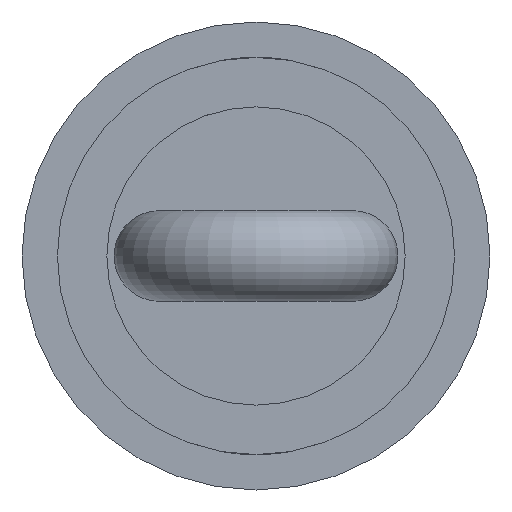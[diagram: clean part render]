
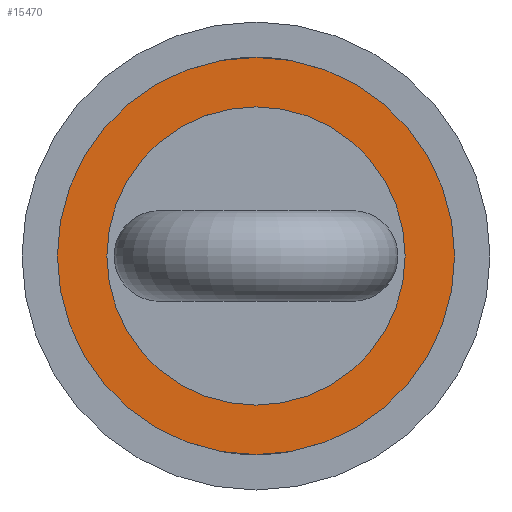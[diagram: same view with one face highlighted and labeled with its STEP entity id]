
A CAD part, left-side view. The second image highlights one B-rep face of the part: STEP entity #15470.
In plain terms, the highlighted planar face has unit normal (-1, 0, 0).
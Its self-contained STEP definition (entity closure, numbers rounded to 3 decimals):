
#10190 = CYLINDRICAL_SURFACE('',#10191,13.58);
#10191 = AXIS2_PLACEMENT_3D('',#10192,#10193,#10194);
#10192 = CARTESIAN_POINT('',(0.,0.,0.));
#10193 = DIRECTION('',(1.,0.,0.));
#10194 = DIRECTION('',(0.,0.,-1.));
#11534 = VERTEX_POINT('',#11535);
#11535 = CARTESIAN_POINT('',(0.,0.,
    -13.58));
#11556 = EDGE_CURVE('',#11534,#11534,#11557,.T.);
#11557 = SURFACE_CURVE('',#11558,(#11563,#11570),.PCURVE_S1.);
#11558 = CIRCLE('',#11559,13.58);
#11559 = AXIS2_PLACEMENT_3D('',#11560,#11561,#11562);
#11560 = CARTESIAN_POINT('',(0.,0.,0.));
#11561 = DIRECTION('',(1.,-0.,0.));
#11562 = DIRECTION('',(0.,0.,-1.));
#11563 = PCURVE('',#10190,#11564);
#11564 = DEFINITIONAL_REPRESENTATION('',(#11565),#11569);
#11565 = LINE('',#11566,#11567);
#11566 = CARTESIAN_POINT('',(0.,0.));
#11567 = VECTOR('',#11568,1.);
#11568 = DIRECTION('',(1.,0.));
#11569 = ( GEOMETRIC_REPRESENTATION_CONTEXT(2) 
PARAMETRIC_REPRESENTATION_CONTEXT() REPRESENTATION_CONTEXT('2D SPACE',''
  ) );
#11570 = PCURVE('',#11571,#11576);
#11571 = PLANE('',#11572);
#11572 = AXIS2_PLACEMENT_3D('',#11573,#11574,#11575);
#11573 = CARTESIAN_POINT('',(0.,0.,0.));
#11574 = DIRECTION('',(1.,0.,0.));
#11575 = DIRECTION('',(0.,0.,-1.));
#11576 = DEFINITIONAL_REPRESENTATION('',(#11577),#11581);
#11577 = CIRCLE('',#11578,13.58);
#11578 = AXIS2_PLACEMENT_2D('',#11579,#11580);
#11579 = CARTESIAN_POINT('',(0.,0.));
#11580 = DIRECTION('',(1.,0.));
#11581 = ( GEOMETRIC_REPRESENTATION_CONTEXT(2) 
PARAMETRIC_REPRESENTATION_CONTEXT() REPRESENTATION_CONTEXT('2D SPACE',''
  ) );
#14273 = CYLINDRICAL_SURFACE('',#14274,10.2);
#14274 = AXIS2_PLACEMENT_3D('',#14275,#14276,#14277);
#14275 = CARTESIAN_POINT('',(0.,0.,0.));
#14276 = DIRECTION('',(1.,0.,0.));
#14277 = DIRECTION('',(0.,0.,-1.));
#15470 = ADVANCED_FACE('',(#15471,#15474),#11571,.F.);
#15471 = FACE_BOUND('',#15472,.F.);
#15472 = EDGE_LOOP('',(#15473));
#15473 = ORIENTED_EDGE('',*,*,#11556,.T.);
#15474 = FACE_BOUND('',#15475,.F.);
#15475 = EDGE_LOOP('',(#15476));
#15476 = ORIENTED_EDGE('',*,*,#15477,.F.);
#15477 = EDGE_CURVE('',#15478,#15478,#15480,.T.);
#15478 = VERTEX_POINT('',#15479);
#15479 = CARTESIAN_POINT('',(0.,0.,
    -10.2));
#15480 = SURFACE_CURVE('',#15481,(#15486,#15493),.PCURVE_S1.);
#15481 = CIRCLE('',#15482,10.2);
#15482 = AXIS2_PLACEMENT_3D('',#15483,#15484,#15485);
#15483 = CARTESIAN_POINT('',(0.,0.,0.));
#15484 = DIRECTION('',(1.,-0.,0.));
#15485 = DIRECTION('',(0.,0.,-1.));
#15486 = PCURVE('',#11571,#15487);
#15487 = DEFINITIONAL_REPRESENTATION('',(#15488),#15492);
#15488 = CIRCLE('',#15489,10.2);
#15489 = AXIS2_PLACEMENT_2D('',#15490,#15491);
#15490 = CARTESIAN_POINT('',(0.,0.));
#15491 = DIRECTION('',(1.,0.));
#15492 = ( GEOMETRIC_REPRESENTATION_CONTEXT(2) 
PARAMETRIC_REPRESENTATION_CONTEXT() REPRESENTATION_CONTEXT('2D SPACE',''
  ) );
#15493 = PCURVE('',#14273,#15494);
#15494 = DEFINITIONAL_REPRESENTATION('',(#15495),#15499);
#15495 = LINE('',#15496,#15497);
#15496 = CARTESIAN_POINT('',(0.,0.));
#15497 = VECTOR('',#15498,1.);
#15498 = DIRECTION('',(1.,0.));
#15499 = ( GEOMETRIC_REPRESENTATION_CONTEXT(2) 
PARAMETRIC_REPRESENTATION_CONTEXT() REPRESENTATION_CONTEXT('2D SPACE',''
  ) );
